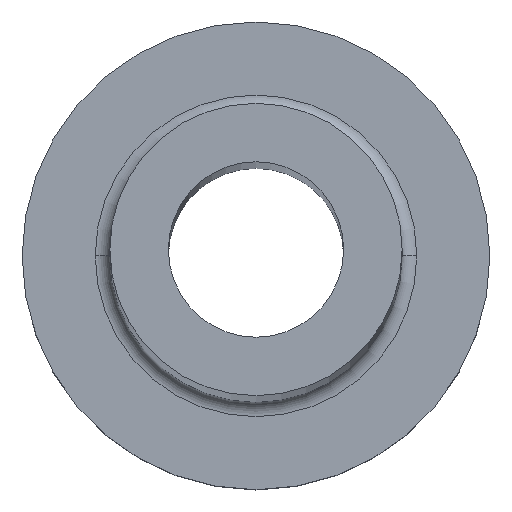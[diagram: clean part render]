
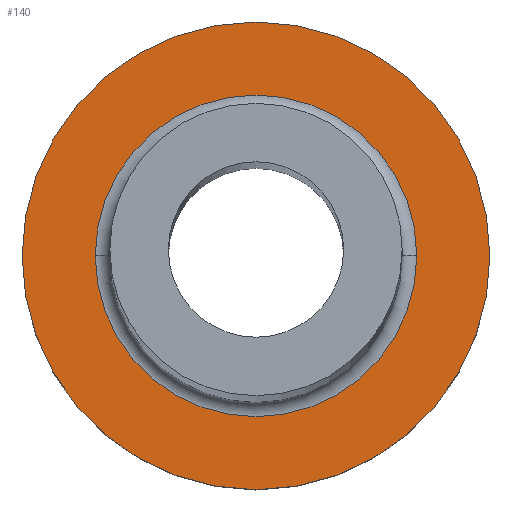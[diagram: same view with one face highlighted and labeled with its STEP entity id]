
A CAD part, top view. The second image highlights one B-rep face of the part: STEP entity #140.
In plain terms, the highlighted planar face has unit normal (0, 0, 1).
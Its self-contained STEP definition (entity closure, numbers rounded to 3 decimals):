
#11 = ORIENTED_EDGE ( 'NONE', *, *, #162, .T. ) ;
#20 = CIRCLE ( 'NONE', #320, 5.5 ) ;
#29 = CARTESIAN_POINT ( 'NONE',  ( 0., 0., 5. ) ) ;
#33 = EDGE_CURVE ( 'NONE', #39, #35, #257, .T. ) ;
#35 = VERTEX_POINT ( 'NONE', #375 ) ;
#39 = VERTEX_POINT ( 'NONE', #94 ) ;
#49 = AXIS2_PLACEMENT_3D ( 'NONE', #342, #202, #174 ) ;
#71 = CARTESIAN_POINT ( 'NONE',  ( -8., 0., 5. ) ) ;
#75 = ORIENTED_EDGE ( 'NONE', *, *, #218, .T. ) ;
#89 = EDGE_CURVE ( 'NONE', #35, #39, #20, .T. ) ;
#94 = CARTESIAN_POINT ( 'NONE',  ( -5.5, 0., 5. ) ) ;
#140 = ADVANCED_FACE ( 'NONE', ( #230, #283 ), #153, .T. ) ;
#148 = DIRECTION ( 'NONE',  ( 1., 0., 0. ) ) ;
#153 = PLANE ( 'NONE',  #49 ) ;
#162 = EDGE_CURVE ( 'NONE', #188, #191, #210, .T. ) ;
#174 = DIRECTION ( 'NONE',  ( 1., 0., 0. ) ) ;
#177 = DIRECTION ( 'NONE',  ( 1., 0., 0. ) ) ;
#180 = CARTESIAN_POINT ( 'NONE',  ( 0., 0., 5. ) ) ;
#188 = VERTEX_POINT ( 'NONE', #324 ) ;
#191 = VERTEX_POINT ( 'NONE', #71 ) ;
#202 = DIRECTION ( 'NONE',  ( 0., 0., 1. ) ) ;
#210 = CIRCLE ( 'NONE', #371, 8. ) ;
#218 = EDGE_CURVE ( 'NONE', #191, #188, #245, .T. ) ;
#230 = FACE_BOUND ( 'NONE', #357, .T. ) ;
#243 = DIRECTION ( 'NONE',  ( 0., 0., 1. ) ) ;
#245 = CIRCLE ( 'NONE', #328, 8. ) ;
#253 = DIRECTION ( 'NONE',  ( 0., 0., -1. ) ) ;
#257 = CIRCLE ( 'NONE', #293, 5.5 ) ;
#266 = ORIENTED_EDGE ( 'NONE', *, *, #33, .T. ) ;
#283 = FACE_OUTER_BOUND ( 'NONE', #334, .T. ) ;
#285 = ORIENTED_EDGE ( 'NONE', *, *, #89, .T. ) ;
#289 = DIRECTION ( 'NONE',  ( 1., 0., 0. ) ) ;
#292 = DIRECTION ( 'NONE',  ( 1., 0., 0. ) ) ;
#293 = AXIS2_PLACEMENT_3D ( 'NONE', #29, #345, #148 ) ;
#297 = CARTESIAN_POINT ( 'NONE',  ( 0., 0., 5. ) ) ;
#320 = AXIS2_PLACEMENT_3D ( 'NONE', #352, #253, #177 ) ;
#324 = CARTESIAN_POINT ( 'NONE',  ( 8., 0., 5. ) ) ;
#327 = DIRECTION ( 'NONE',  ( 0., 0., 1. ) ) ;
#328 = AXIS2_PLACEMENT_3D ( 'NONE', #297, #243, #292 ) ;
#334 = EDGE_LOOP ( 'NONE', ( #75, #11 ) ) ;
#342 = CARTESIAN_POINT ( 'NONE',  ( 0., 0., 5. ) ) ;
#345 = DIRECTION ( 'NONE',  ( 0., 0., -1. ) ) ;
#352 = CARTESIAN_POINT ( 'NONE',  ( 0., 0., 5. ) ) ;
#357 = EDGE_LOOP ( 'NONE', ( #285, #266 ) ) ;
#371 = AXIS2_PLACEMENT_3D ( 'NONE', #180, #327, #289 ) ;
#375 = CARTESIAN_POINT ( 'NONE',  ( 5.5, 0., 5. ) ) ;
